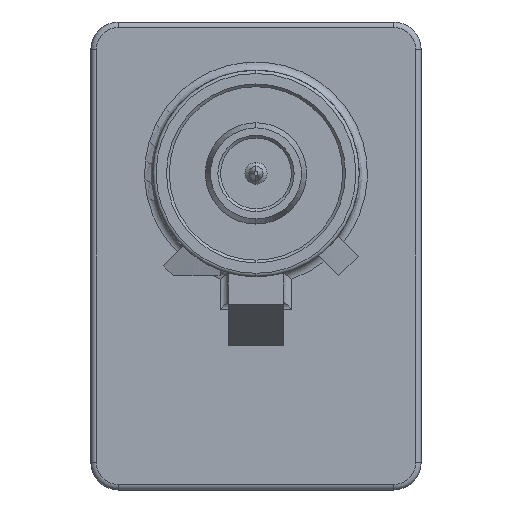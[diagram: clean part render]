
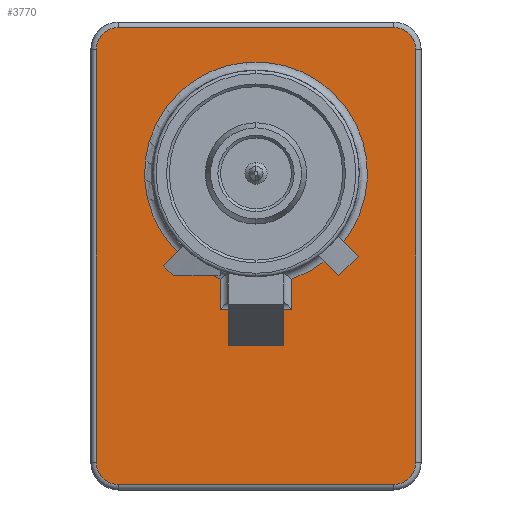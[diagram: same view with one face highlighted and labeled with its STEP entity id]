
A CAD part, left-side view. The second image highlights one B-rep face of the part: STEP entity #3770.
In plain terms, the highlighted planar face has unit normal (-1, 0, 0).
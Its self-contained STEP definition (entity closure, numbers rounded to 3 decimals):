
#1=CARTESIAN_POINT('',(0.,5.,-10.5));
#2=DIRECTION('',(-1.,0.,0.));
#3=DIRECTION('',(0.,1.,0.));
#4=AXIS2_PLACEMENT_3D('',#1,#2,#3);
#6=DIRECTION('',(0.,0.,-1.));
#7=VECTOR('',#6,15.);
#8=CARTESIAN_POINT('',(0.,5.8,4.5));
#9=LINE('',#8,#7);
#10=CARTESIAN_POINT('',(0.,5.,4.5));
#11=DIRECTION('',(-1.,0.,0.));
#12=DIRECTION('',(0.,0.,1.));
#13=AXIS2_PLACEMENT_3D('',#10,#11,#12);
#15=DIRECTION('',(0.,1.,0.));
#16=VECTOR('',#15,10.);
#17=CARTESIAN_POINT('',(0.,-5.,5.3));
#18=LINE('',#17,#16);
#19=CARTESIAN_POINT('',(0.,-5.,4.5));
#20=DIRECTION('',(-1.,0.,0.));
#21=DIRECTION('',(0.,-1.,0.));
#22=AXIS2_PLACEMENT_3D('',#19,#20,#21);
#24=DIRECTION('',(0.,0.,1.));
#25=VECTOR('',#24,15.);
#26=CARTESIAN_POINT('',(0.,-5.8,-10.5));
#27=LINE('',#26,#25);
#28=CARTESIAN_POINT('',(0.,-5.,-10.5));
#29=DIRECTION('',(-1.,0.,0.));
#30=DIRECTION('',(0.,0.,-1.));
#31=AXIS2_PLACEMENT_3D('',#28,#29,#30);
#33=DIRECTION('',(0.,-1.,0.));
#34=VECTOR('',#33,10.);
#35=CARTESIAN_POINT('',(0.,5.,-11.3));
#36=LINE('',#35,#34);
#37=DIRECTION('',(0.,0.,-1.));
#38=VECTOR('',#37,1.114);
#39=CARTESIAN_POINT('',(0.,1.3,-3.836));
#40=LINE('',#39,#38);
#41=DIRECTION('',(0.,-1.,0.));
#42=VECTOR('',#41,2.6);
#43=CARTESIAN_POINT('',(0.,1.3,-4.95));
#44=LINE('',#43,#42);
#45=DIRECTION('',(0.,0.,1.));
#46=VECTOR('',#45,1.114);
#47=CARTESIAN_POINT('',(0.,-1.3,-4.95));
#48=LINE('',#47,#46);
#49=CARTESIAN_POINT('',(0.,0.,0.));
#50=DIRECTION('',(-1.,0.,0.));
#51=DIRECTION('',(0.,-0.321,-0.947));
#52=AXIS2_PLACEMENT_3D('',#49,#50,#51);
#3203=CARTESIAN_POINT('',(0.,5.8,-10.5));
#3204=CARTESIAN_POINT('',(0.,5.,-11.3));
#3205=VERTEX_POINT('',#3203);
#3206=VERTEX_POINT('',#3204);
#3211=CARTESIAN_POINT('',(0.,-5.,-11.3));
#3212=VERTEX_POINT('',#3211);
#3215=CARTESIAN_POINT('',(0.,-5.8,-10.5));
#3216=VERTEX_POINT('',#3215);
#3219=CARTESIAN_POINT('',(0.,-5.8,4.5));
#3220=VERTEX_POINT('',#3219);
#3223=CARTESIAN_POINT('',(0.,-5.,5.3));
#3224=VERTEX_POINT('',#3223);
#3227=CARTESIAN_POINT('',(0.,5.,5.3));
#3228=VERTEX_POINT('',#3227);
#3231=CARTESIAN_POINT('',(0.,5.8,4.5));
#3232=VERTEX_POINT('',#3231);
#3235=CARTESIAN_POINT('',(0.,1.3,-3.836));
#3236=CARTESIAN_POINT('',(0.,1.3,-4.95));
#3237=VERTEX_POINT('',#3235);
#3238=VERTEX_POINT('',#3236);
#3245=CARTESIAN_POINT('',(0.,-1.3,-4.95));
#3246=VERTEX_POINT('',#3245);
#3249=CARTESIAN_POINT('',(0.,-1.3,-3.836));
#3250=VERTEX_POINT('',#3249);
#3737=CARTESIAN_POINT('',(0.,0.,0.));
#3738=DIRECTION('',(1.,0.,0.));
#3739=DIRECTION('',(0.,-1.,0.));
#3740=AXIS2_PLACEMENT_3D('',#3737,#3738,#3739);
#3741=PLANE('',#3740);
#3743=ORIENTED_EDGE('',*,*,#3742,.F.);
#3745=ORIENTED_EDGE('',*,*,#3744,.F.);
#3747=ORIENTED_EDGE('',*,*,#3746,.F.);
#3749=ORIENTED_EDGE('',*,*,#3748,.F.);
#3751=ORIENTED_EDGE('',*,*,#3750,.F.);
#3753=ORIENTED_EDGE('',*,*,#3752,.F.);
#3755=ORIENTED_EDGE('',*,*,#3754,.F.);
#3757=ORIENTED_EDGE('',*,*,#3756,.F.);
#3758=EDGE_LOOP('',(#3743,#3745,#3747,#3749,#3751,#3753,#3755,#3757));
#3759=FACE_OUTER_BOUND('',#3758,.F.);
#3761=ORIENTED_EDGE('',*,*,#3760,.T.);
#3763=ORIENTED_EDGE('',*,*,#3762,.T.);
#3765=ORIENTED_EDGE('',*,*,#3764,.T.);
#3767=ORIENTED_EDGE('',*,*,#3766,.T.);
#3768=EDGE_LOOP('',(#3761,#3763,#3765,#3767));
#3769=FACE_BOUND('',#3768,.F.);
#3770=ADVANCED_FACE('',(#3759,#3769),#3741,.F.);
#5=CIRCLE('',#4,0.8);
#14=CIRCLE('',#13,0.8);
#23=CIRCLE('',#22,0.8);
#32=CIRCLE('',#31,0.8);
#53=CIRCLE('',#52,4.05);
#3742=EDGE_CURVE('',#3205,#3206,#5,.T.);
#3744=EDGE_CURVE('',#3232,#3205,#9,.T.);
#3746=EDGE_CURVE('',#3228,#3232,#14,.T.);
#3748=EDGE_CURVE('',#3224,#3228,#18,.T.);
#3750=EDGE_CURVE('',#3220,#3224,#23,.T.);
#3752=EDGE_CURVE('',#3216,#3220,#27,.T.);
#3754=EDGE_CURVE('',#3212,#3216,#32,.T.);
#3756=EDGE_CURVE('',#3206,#3212,#36,.T.);
#3760=EDGE_CURVE('',#3237,#3238,#40,.T.);
#3762=EDGE_CURVE('',#3238,#3246,#44,.T.);
#3764=EDGE_CURVE('',#3246,#3250,#48,.T.);
#3766=EDGE_CURVE('',#3250,#3237,#53,.T.);
